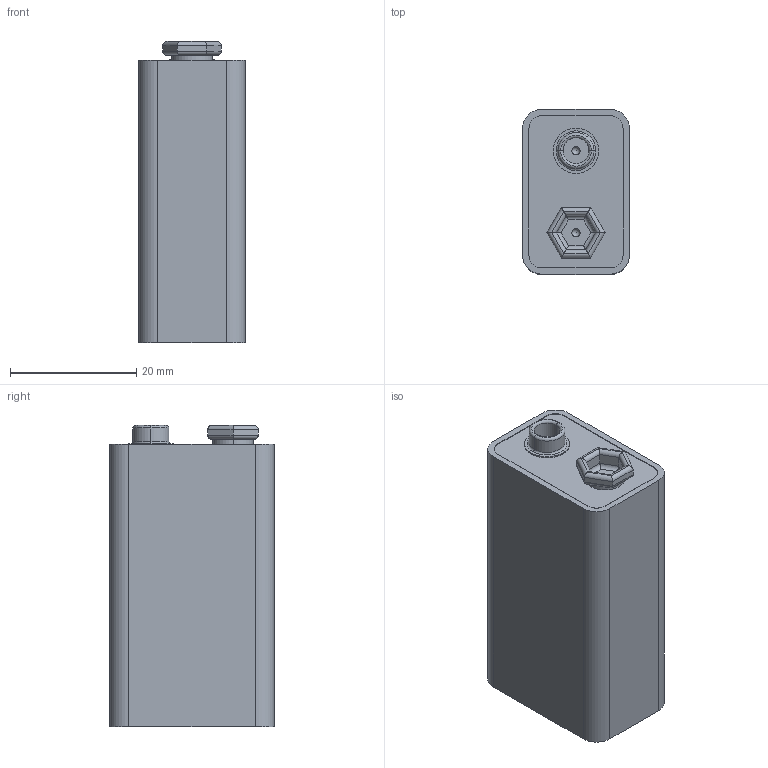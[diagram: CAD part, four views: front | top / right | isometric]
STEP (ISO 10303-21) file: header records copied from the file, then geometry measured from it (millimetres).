
FILE_DESCRIPTION (( 'STEP AP214' ), '1' );
FILE_NAME ('9VBattery.STEP', '2024-08-21T04:00:24', ( '' ), ( '' ), 'SwSTEP 2.0', 'SolidWorks 2022', '' );
FILE_SCHEMA (( 'AUTOMOTIVE_DESIGN' ));
Length unit declared in the file: millimetre
Products named in the file (1): 9VBattery
Bounding box: 16.9 x 26.1 x 47.7 mm (x, y, z)
Volume: 19413.3 mm3; surface area: 4738.2 mm2
Topology: 1 solids, 1 shells, 84 faces, 192 edges, 116 vertices
Faces by surface type: cylinder 44, plane 32, torus 6, sphere 2
Entity records: 3054 total; most frequent: CARTESIAN_POINT 459, DIRECTION 388, ORIENTED_EDGE 376, EDGE_CURVE 188, AXIS2_PLACEMENT_3D 139, VERTEX_POINT 114, VECTOR 110, LINE 110
